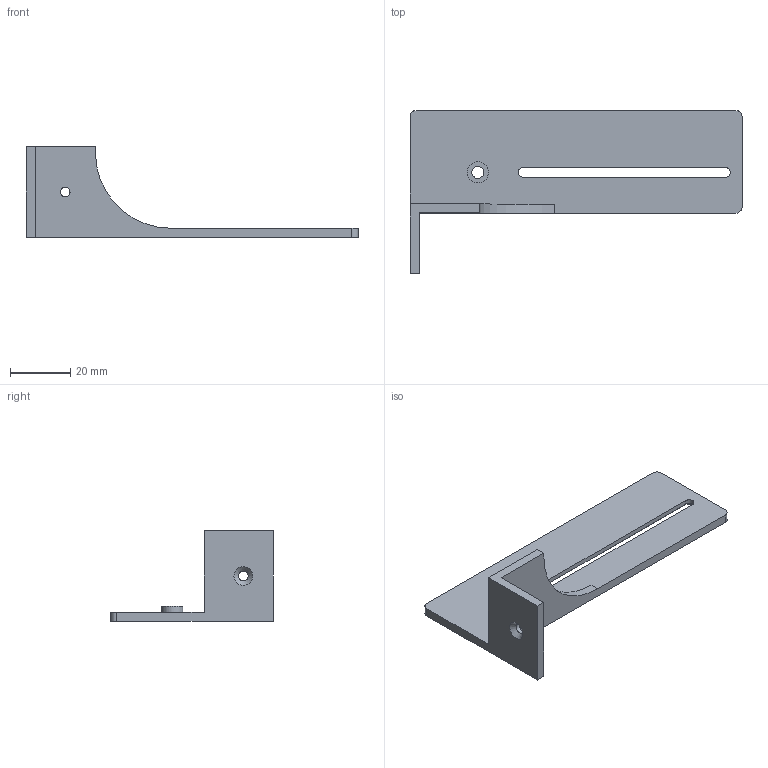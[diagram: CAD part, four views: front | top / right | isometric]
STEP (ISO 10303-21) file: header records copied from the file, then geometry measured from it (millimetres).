
FILE_DESCRIPTION(('FreeCAD Model'),'2;1');
FILE_NAME('Open CASCADE Shape Model','2021-08-10T15:14:54',('Author'),( ''),'Open CASCADE STEP processor 7.5','FreeCAD','Unknown');
FILE_SCHEMA(('AUTOMOTIVE_DESIGN { 1 0 10303 214 1 1 1 1 }'));
Length unit declared in the file: millimetre
Products named in the file (3): universal_holder; Pocket003
Assembly tree (2 placements, depth 2):
  universal_holder
    universal_holder
    Pocket003
Bounding box: 110 x 54 x 30 mm (x, y, z)
Volume: 28423.6 mm3; surface area: 22786.8 mm2
Topology: 2 solids, 2 shells, 66 faces, 170 edges, 112 vertices
Faces by surface type: plane 42, cylinder 20, cone 4
Full cylindrical faces by diameter (mm): 3.2 x4, 4 x2, 7 x2
Entity records: 4362 total; most frequent: CARTESIAN_POINT 805, DIRECTION 668, LINE 420, VECTOR 420, ORIENTED_EDGE 340, PCURVE 340, DEFINITIONAL_REPRESENTATION 340, EDGE_CURVE 170
